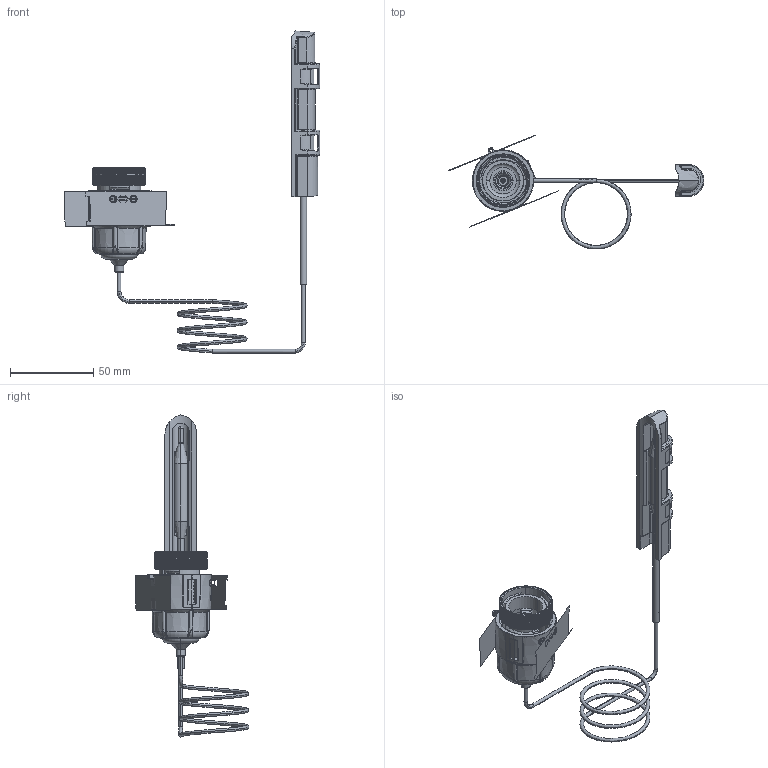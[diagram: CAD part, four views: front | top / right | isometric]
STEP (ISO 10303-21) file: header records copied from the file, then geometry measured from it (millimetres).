
FILE_DESCRIPTION((''),'2;1');
FILE_NAME('003Z0382_ASM','2015-05-15T',('u317927'),('Danfoss'),'PRO/ENGINEER BY PARAMETRIC TECHNOLOGY CORPORATION, 2014000','PRO/ENGINEER BY PARAMETRIC TECHNOLOGY CORPORATION, 2014000','');
FILE_SCHEMA(('CONFIG_CONTROL_DESIGN'));
Products named in the file (14): 8912641; BELLOW_ASM; CAPSUL; ACTUATOR-200_ASM; 18911052_AF0_ASM; 18911051_AF0_ASM; 89067600; 29312192; 8912651; 8912658; 89067410; 89067590; 89067310; 003Z0382_ASM
Assembly tree (13 placements, depth 3):
  003Z0382_ASM
    8912641
    ACTUATOR-200_ASM
      BELLOW_ASM
      CAPSUL
    18911051_AF0_ASM
      18911052_AF0_ASM
    89067600
    29312192
    8912651
    8912658
    89067410
    89067590
    89067310
Bounding box: 154.17 x 68.51 x 193.97 mm (x, y, z)
Volume: 30222.5 mm3; surface area: 49971 mm2
Topology: 9 solids, 21 shells, 1237 faces, 3475 edges, 2271 vertices
Faces by surface type: plane 504, cylinder 345, bspline 184, cone 98, torus 77, sphere 21, extrusion 4, revolution 4
Entity records: 59024 total; most frequent: CARTESIAN_POINT 29351, ORIENTED_EDGE 6788, DIRECTION 5247, EDGE_CURVE 3473, VERTEX_POINT 2271, AXIS2_PLACEMENT_3D 2022, B_SPLINE_CURVE_WITH_KNOTS 1343, EDGE_LOOP 1284
